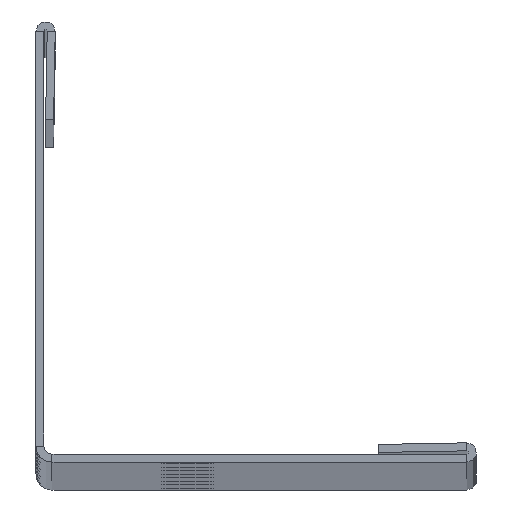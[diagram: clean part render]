
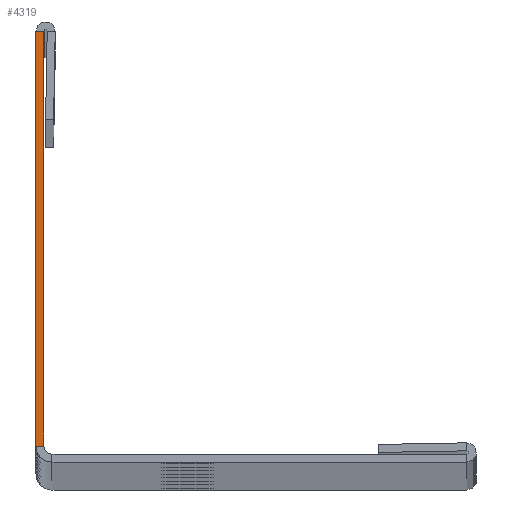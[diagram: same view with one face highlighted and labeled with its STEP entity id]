
A CAD part, top view. The second image highlights one B-rep face of the part: STEP entity #4319.
In plain terms, the highlighted planar face has unit normal (0, 0, 1).
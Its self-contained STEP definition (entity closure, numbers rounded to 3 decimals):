
#9 = CARTESIAN_POINT ( 'NONE',  ( 0., 0., 2000. ) ) ;
#15 = VECTOR ( 'NONE', #3813, 1000. ) ;
#59 = VECTOR ( 'NONE', #1860, 1000. ) ;
#111 = EDGE_CURVE ( 'NONE', #709, #4664, #1433, .T. ) ;
#554 = LINE ( 'NONE', #1800, #616 ) ;
#586 = PLANE ( 'NONE',  #2499 ) ;
#616 = VECTOR ( 'NONE', #3294, 1000. ) ;
#618 = VECTOR ( 'NONE', #2851, 1000. ) ;
#620 = CARTESIAN_POINT ( 'NONE',  ( 0., 2., 2000. ) ) ;
#709 = VERTEX_POINT ( 'NONE', #1746 ) ;
#747 = CARTESIAN_POINT ( 'NONE',  ( 0., 53.8, 2000. ) ) ;
#901 = VERTEX_POINT ( 'NONE', #2325 ) ;
#1075 = EDGE_CURVE ( 'NONE', #901, #2133, #2334, .T. ) ;
#1398 = DIRECTION ( 'NONE',  ( 1., 0., 0. ) ) ;
#1433 = LINE ( 'NONE', #620, #618 ) ;
#1643 = EDGE_LOOP ( 'NONE', ( #2290, #2796, #4262, #2830 ) ) ;
#1746 = CARTESIAN_POINT ( 'NONE',  ( 0., 2., 2000. ) ) ;
#1800 = CARTESIAN_POINT ( 'NONE',  ( 1., 0., 2000. ) ) ;
#1860 = DIRECTION ( 'NONE',  ( 0., -1., 0. ) ) ;
#2117 = LINE ( 'NONE', #9, #59 ) ;
#2133 = VERTEX_POINT ( 'NONE', #747 ) ;
#2290 = ORIENTED_EDGE ( 'NONE', *, *, #3942, .T. ) ;
#2325 = CARTESIAN_POINT ( 'NONE',  ( 1., 53.8, 2000. ) ) ;
#2334 = LINE ( 'NONE', #3438, #15 ) ;
#2465 = CARTESIAN_POINT ( 'NONE',  ( 2., 1., 2000. ) ) ;
#2499 = AXIS2_PLACEMENT_3D ( 'NONE', #2465, #3649, #1398 ) ;
#2670 = FACE_OUTER_BOUND ( 'NONE', #1643, .T. ) ;
#2796 = ORIENTED_EDGE ( 'NONE', *, *, #111, .T. ) ;
#2830 = ORIENTED_EDGE ( 'NONE', *, *, #1075, .T. ) ;
#2851 = DIRECTION ( 'NONE',  ( 1., 0., 0. ) ) ;
#3294 = DIRECTION ( 'NONE',  ( 0., -1., 0. ) ) ;
#3438 = CARTESIAN_POINT ( 'NONE',  ( 1., 53.8, 2000. ) ) ;
#3649 = DIRECTION ( 'NONE',  ( 0., 0., 1. ) ) ;
#3813 = DIRECTION ( 'NONE',  ( -1., 0., 0. ) ) ;
#3831 = EDGE_CURVE ( 'NONE', #901, #4664, #554, .T. ) ;
#3942 = EDGE_CURVE ( 'NONE', #2133, #709, #2117, .T. ) ;
#4185 = CARTESIAN_POINT ( 'NONE',  ( 1., 2., 2000. ) ) ;
#4262 = ORIENTED_EDGE ( 'NONE', *, *, #3831, .F. ) ;
#4319 = ADVANCED_FACE ( 'NONE', ( #2670 ), #586, .T. ) ;
#4664 = VERTEX_POINT ( 'NONE', #4185 ) ;
